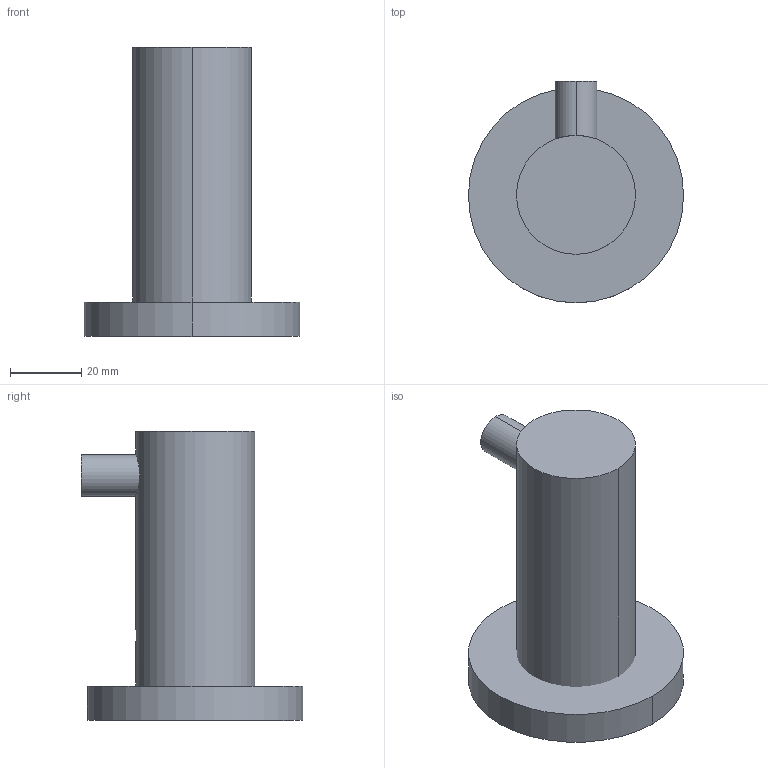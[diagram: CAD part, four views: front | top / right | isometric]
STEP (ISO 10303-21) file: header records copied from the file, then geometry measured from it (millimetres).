
FILE_DESCRIPTION((''),'2;1');
FILE_NAME('16-12_SW0001','2010-07-26T',('pnmurthy'),(''),'PRO/ENGINEER BY PARAMETRIC TECHNOLOGY CORPORATION, 2009300','PRO/ENGINEER BY PARAMETRIC TECHNOLOGY CORPORATION, 2009300','');
FILE_SCHEMA(('CONFIG_CONTROL_DESIGN'));
Length unit declared in the file: inch
Products named in the file (1): 16-12_SW0001
Bounding box: 60.33 x 62.07 x 81.01 mm (x, y, z)
Surface area: 17738.5 mm2 (no closed solid volume)
Topology: 0 solids, 4 shells, 14 faces, 40 edges, 28 vertices
Faces by surface type: cylinder 6, plane 4, torus 2, cone 2
Entity records: 582 total; most frequent: CARTESIAN_POINT 177, DIRECTION 82, ORIENTED_EDGE 62, EDGE_CURVE 40, AXIS2_PLACEMENT_3D 36, VERTEX_POINT 28, CIRCLE 22, EDGE_LOOP 14
